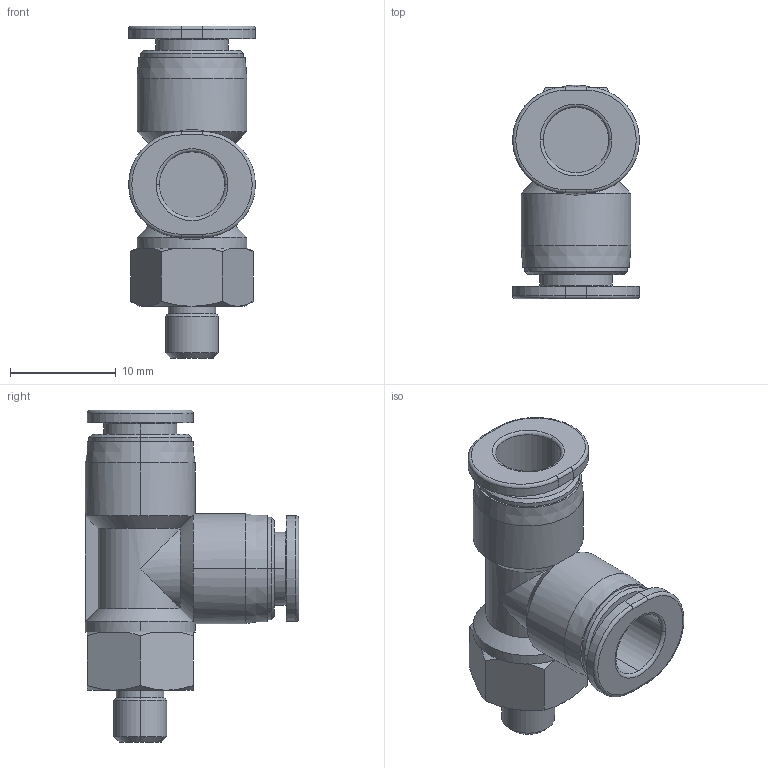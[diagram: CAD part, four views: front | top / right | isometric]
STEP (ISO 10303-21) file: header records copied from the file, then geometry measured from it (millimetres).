
FILE_DESCRIPTION((''),'2;1');
FILE_NAME('PST06M5C-mdt.stp','2017-07-24T16:57:34',(''),(''),'Mechanical Desktop 2009','Mechanical Desktop 2009',', , ');
FILE_SCHEMA(('CONFIG_CONTROL_DESIGN'));
Length unit declared in the file: millimetre
Products named in the file (5): PST06M5C-MDTA; PST06M5C-MDT; COLLAR-L06C; H10M5C; NLM5C
Assembly tree (7 placements, depth 3):
  PST06M5C-MDTA
    PST06M5C-MDT
    COLLAR-L06C  x2
    H10M5C
      COLLAR-L06C
      NLM5C
    NLM5C
Bounding box: 12 x 20.2 x 31.4 mm (x, y, z)
Volume: 2182.9 mm3; surface area: 2170.8 mm2
Topology: 1 solids, 1 shells, 108 faces, 236 edges, 140 vertices
Faces by surface type: cylinder 35, plane 31, cone 30, torus 8, bspline 4
Entity records: 3263 total; most frequent: CARTESIAN_POINT 732, DIRECTION 560, ORIENTED_EDGE 472, AXIS2_PLACEMENT_3D 244, EDGE_CURVE 236, VERTEX_POINT 140, CIRCLE 126, EDGE_LOOP 118
